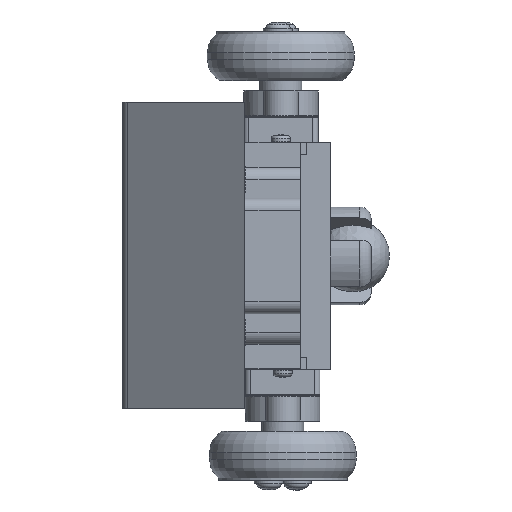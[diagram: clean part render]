
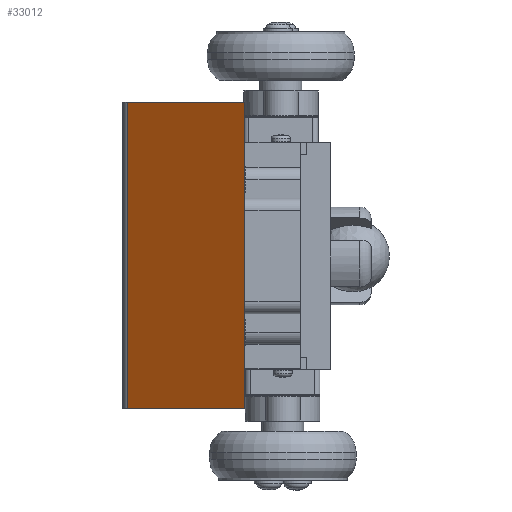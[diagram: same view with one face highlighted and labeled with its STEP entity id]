
A CAD part, left-side view. The second image highlights one B-rep face of the part: STEP entity #33012.
In plain terms, the highlighted planar face has unit normal (-0.8, 0.6, 0).
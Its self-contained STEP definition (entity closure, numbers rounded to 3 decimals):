
#2964=FACE_OUTER_BOUND('',#4638,.T.);
#4638=EDGE_LOOP('',(#21588,#21589,#21590,#21591));
#6545=LINE('',#46500,#9732);
#6577=LINE('',#46563,#9764);
#6581=LINE('',#46578,#9768);
#6582=LINE('',#46581,#9769);
#9732=VECTOR('',#37866,10.);
#9764=VECTOR('',#37912,10.);
#9768=VECTOR('',#37930,10.);
#9769=VECTOR('',#37935,10.);
#12920=VERTEX_POINT('',#46497);
#12921=VERTEX_POINT('',#46499);
#12944=VERTEX_POINT('',#46560);
#12945=VERTEX_POINT('',#46562);
#16497=EDGE_CURVE('',#12920,#12921,#6545,.T.);
#16529=EDGE_CURVE('',#12944,#12945,#6577,.T.);
#16537=EDGE_CURVE('',#12945,#12920,#6581,.T.);
#16538=EDGE_CURVE('',#12944,#12921,#6582,.T.);
#21588=ORIENTED_EDGE('',*,*,#16537,.F.);
#21589=ORIENTED_EDGE('',*,*,#16529,.F.);
#21590=ORIENTED_EDGE('',*,*,#16538,.T.);
#21591=ORIENTED_EDGE('',*,*,#16497,.F.);
#31562=PLANE('',#35147);
#33012=ADVANCED_FACE('',(#2964),#31562,.T.);
#35147=AXIS2_PLACEMENT_3D('',#46582,#37936,#37937);
#37866=DIRECTION('',(-0.6,-0.8,0.));
#37912=DIRECTION('',(0.6,0.8,0.));
#37930=DIRECTION('',(0.,0.,1.));
#37935=DIRECTION('',(0.,0.,1.));
#37936=DIRECTION('center_axis',(-0.8,0.6,0.));
#37937=DIRECTION('ref_axis',(-0.6,-0.8,0.));
#46497=CARTESIAN_POINT('',(-20.6,29.2,25.));
#46499=CARTESIAN_POINT('',(-35.,10.,25.));
#46500=CARTESIAN_POINT('',(-35.,10.,25.));
#46560=CARTESIAN_POINT('',(-35.,10.,-25.));
#46562=CARTESIAN_POINT('',(-20.6,29.2,-25.));
#46563=CARTESIAN_POINT('',(-35.,10.,-25.));
#46578=CARTESIAN_POINT('',(-20.6,29.2,-12.5));
#46581=CARTESIAN_POINT('',(-35.,10.,-25.));
#46582=CARTESIAN_POINT('Origin',(-20.,30.,-25.));
